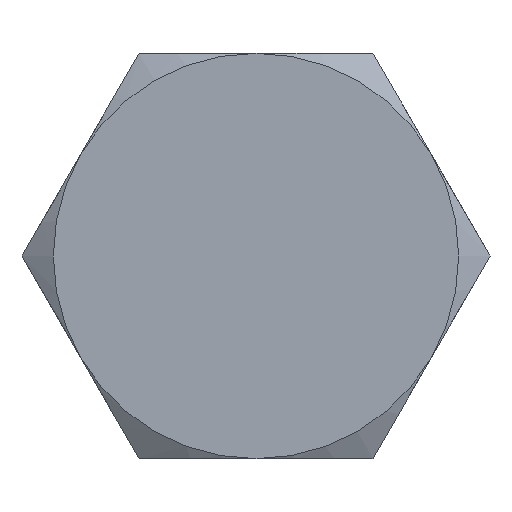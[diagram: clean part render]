
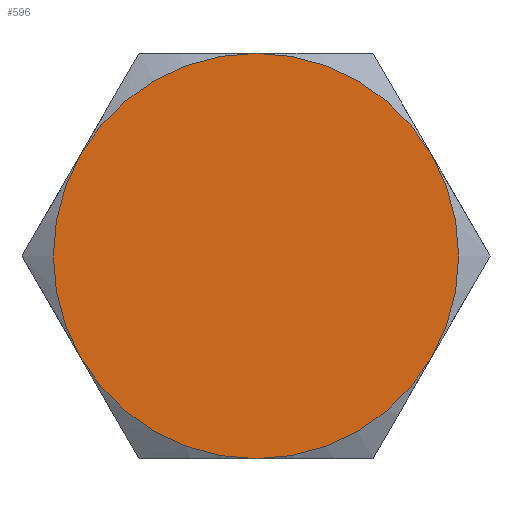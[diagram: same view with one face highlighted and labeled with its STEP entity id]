
A CAD part, left-side view. The second image highlights one B-rep face of the part: STEP entity #596.
In plain terms, the highlighted planar face has unit normal (-1, 0, 0).
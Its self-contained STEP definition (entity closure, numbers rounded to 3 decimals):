
#9 = DIRECTION ( 'NONE',  ( 1., 0., 0. ) ) ;
#17 = CARTESIAN_POINT ( 'NONE',  ( 0., 0., 5. ) ) ;
#34 = DIRECTION ( 'NONE',  ( 0., 0., 1. ) ) ;
#52 = VERTEX_POINT ( 'NONE', #179 ) ;
#56 = CARTESIAN_POINT ( 'NONE',  ( 0., 0., -5. ) ) ;
#57 = EDGE_CURVE ( 'NONE', #213, #52, #100, .T. ) ;
#58 = VERTEX_POINT ( 'NONE', #56 ) ;
#60 = CARTESIAN_POINT ( 'NONE',  ( 0., 0., 0. ) ) ;
#71 = DIRECTION ( 'NONE',  ( 1., 0., 0. ) ) ;
#100 = CIRCLE ( 'NONE', #372, 5. ) ;
#107 = CIRCLE ( 'NONE', #621, 5. ) ;
#128 = AXIS2_PLACEMENT_3D ( 'NONE', #211, #504, #34 ) ;
#143 = EDGE_CURVE ( 'NONE', #52, #144, #288, .T. ) ;
#144 = VERTEX_POINT ( 'NONE', #411 ) ;
#167 = CIRCLE ( 'NONE', #448, 5. ) ;
#179 = CARTESIAN_POINT ( 'NONE',  ( 0., -4.33, 2.5 ) ) ;
#190 = CARTESIAN_POINT ( 'NONE',  ( 0., 0., 0. ) ) ;
#195 = CARTESIAN_POINT ( 'NONE',  ( 0., 4.33, -2.5 ) ) ;
#211 = CARTESIAN_POINT ( 'NONE',  ( 0., 0., 0. ) ) ;
#213 = VERTEX_POINT ( 'NONE', #17 ) ;
#218 = CIRCLE ( 'NONE', #255, 5. ) ;
#222 = ORIENTED_EDGE ( 'NONE', *, *, #771, .T. ) ;
#227 = EDGE_CURVE ( 'NONE', #58, #653, #107, .T. ) ;
#240 = DIRECTION ( 'NONE',  ( 1., 0., 0. ) ) ;
#255 = AXIS2_PLACEMENT_3D ( 'NONE', #837, #842, #296 ) ;
#259 = DIRECTION ( 'NONE',  ( 0., 0., -1. ) ) ;
#275 = CARTESIAN_POINT ( 'NONE',  ( 0., 0., 0. ) ) ;
#276 = FACE_OUTER_BOUND ( 'NONE', #445, .T. ) ;
#288 = CIRCLE ( 'NONE', #467, 5. ) ;
#296 = DIRECTION ( 'NONE',  ( 0., 0., -1. ) ) ;
#348 = DIRECTION ( 'NONE',  ( 1., 0., 0. ) ) ;
#372 = AXIS2_PLACEMENT_3D ( 'NONE', #608, #668, #800 ) ;
#399 = PLANE ( 'NONE',  #616 ) ;
#408 = CARTESIAN_POINT ( 'NONE',  ( 0., 0., -10. ) ) ;
#409 = ORIENTED_EDGE ( 'NONE', *, *, #454, .F. ) ;
#411 = CARTESIAN_POINT ( 'NONE',  ( 0., -4.33, -2.5 ) ) ;
#445 = EDGE_LOOP ( 'NONE', ( #735, #409, #701, #511, #222, #514 ) ) ;
#448 = AXIS2_PLACEMENT_3D ( 'NONE', #60, #240, #535 ) ;
#454 = EDGE_CURVE ( 'NONE', #144, #58, #167, .T. ) ;
#467 = AXIS2_PLACEMENT_3D ( 'NONE', #190, #71, #481 ) ;
#481 = DIRECTION ( 'NONE',  ( 0., 0., -1. ) ) ;
#504 = DIRECTION ( 'NONE',  ( -1., 0., 0. ) ) ;
#511 = ORIENTED_EDGE ( 'NONE', *, *, #57, .F. ) ;
#514 = ORIENTED_EDGE ( 'NONE', *, *, #729, .F. ) ;
#535 = DIRECTION ( 'NONE',  ( 0., 0., -1. ) ) ;
#562 = DIRECTION ( 'NONE',  ( 0., 0., -1. ) ) ;
#596 = ADVANCED_FACE ( 'NONE', ( #276 ), #399, .F. ) ;
#608 = CARTESIAN_POINT ( 'NONE',  ( 0., 0., 0. ) ) ;
#616 = AXIS2_PLACEMENT_3D ( 'NONE', #408, #9, #259 ) ;
#621 = AXIS2_PLACEMENT_3D ( 'NONE', #275, #348, #562 ) ;
#653 = VERTEX_POINT ( 'NONE', #195 ) ;
#656 = CIRCLE ( 'NONE', #128, 5. ) ;
#668 = DIRECTION ( 'NONE',  ( 1., 0., 0. ) ) ;
#701 = ORIENTED_EDGE ( 'NONE', *, *, #143, .F. ) ;
#704 = CARTESIAN_POINT ( 'NONE',  ( 0., 4.33, 2.5 ) ) ;
#722 = VERTEX_POINT ( 'NONE', #704 ) ;
#729 = EDGE_CURVE ( 'NONE', #653, #722, #218, .T. ) ;
#735 = ORIENTED_EDGE ( 'NONE', *, *, #227, .F. ) ;
#771 = EDGE_CURVE ( 'NONE', #213, #722, #656, .T. ) ;
#800 = DIRECTION ( 'NONE',  ( 0., 0., -1. ) ) ;
#837 = CARTESIAN_POINT ( 'NONE',  ( 0., 0., 0. ) ) ;
#842 = DIRECTION ( 'NONE',  ( 1., 0., 0. ) ) ;
